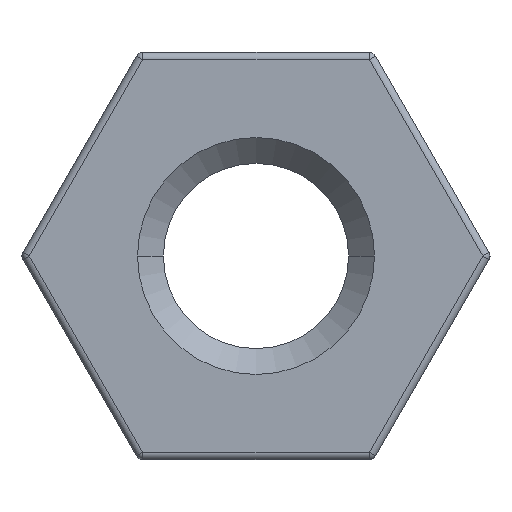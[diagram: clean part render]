
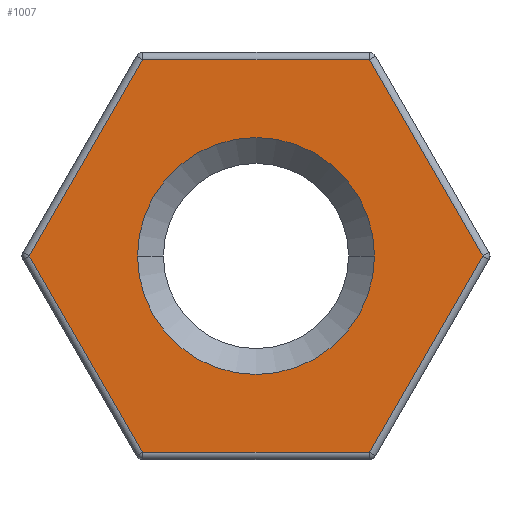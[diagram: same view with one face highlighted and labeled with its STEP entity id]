
A CAD part, left-side view. The second image highlights one B-rep face of the part: STEP entity #1007.
In plain terms, the highlighted planar face has unit normal (-1, 0, 0).
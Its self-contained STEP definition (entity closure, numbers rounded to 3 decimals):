
#1 = VECTOR ( 'NONE', #830, 1000. ) ;
#11 = LINE ( 'NONE', #702, #1 ) ;
#19 = CIRCLE ( 'NONE', #954, 1.6 ) ;
#27 = VECTOR ( 'NONE', #1173, 1000. ) ;
#30 = CARTESIAN_POINT ( 'NONE',  ( 0., 2.295, -1.325 ) ) ;
#39 = LINE ( 'NONE', #1124, #27 ) ;
#41 = VECTOR ( 'NONE', #1026, 1000. ) ;
#48 = LINE ( 'NONE', #977, #41 ) ;
#85 = VECTOR ( 'NONE', #285, 1000. ) ;
#91 = LINE ( 'NONE', #30, #85 ) ;
#115 = VECTOR ( 'NONE', #912, 1000. ) ;
#127 = LINE ( 'NONE', #778, #115 ) ;
#132 = VECTOR ( 'NONE', #966, 1000. ) ;
#142 = LINE ( 'NONE', #909, #132 ) ;
#168 = CIRCLE ( 'NONE', #1066, 1.6 ) ;
#172 = EDGE_CURVE ( 'NONE', #663, #549, #142, .T. ) ;
#174 = CARTESIAN_POINT ( 'NONE',  ( 0., 1.53, 2.65 ) ) ;
#176 = EDGE_CURVE ( 'NONE', #698, #711, #168, .T. ) ;
#179 = EDGE_CURVE ( 'NONE', #477, #487, #127, .T. ) ;
#193 = EDGE_CURVE ( 'NONE', #817, #663, #91, .T. ) ;
#218 = EDGE_CURVE ( 'NONE', #720, #477, #48, .T. ) ;
#221 = EDGE_CURVE ( 'NONE', #549, #720, #39, .T. ) ;
#225 = EDGE_CURVE ( 'NONE', #711, #698, #19, .T. ) ;
#234 = EDGE_CURVE ( 'NONE', #487, #817, #11, .T. ) ;
#285 = DIRECTION ( 'NONE',  ( 0., -0.5, -0.866 ) ) ;
#477 = VERTEX_POINT ( 'NONE', #616 ) ;
#478 = ORIENTED_EDGE ( 'NONE', *, *, #225, .T. ) ;
#486 = CARTESIAN_POINT ( 'NONE',  ( 0., 1.53, -2.65 ) ) ;
#487 = VERTEX_POINT ( 'NONE', #174 ) ;
#504 = ORIENTED_EDGE ( 'NONE', *, *, #234, .T. ) ;
#505 = ORIENTED_EDGE ( 'NONE', *, *, #193, .T. ) ;
#506 = ORIENTED_EDGE ( 'NONE', *, *, #172, .T. ) ;
#507 = ORIENTED_EDGE ( 'NONE', *, *, #221, .T. ) ;
#525 = CARTESIAN_POINT ( 'NONE',  ( 0., 0., 0. ) ) ;
#534 = CARTESIAN_POINT ( 'NONE',  ( 0., 0., 0. ) ) ;
#549 = VERTEX_POINT ( 'NONE', #991 ) ;
#616 = CARTESIAN_POINT ( 'NONE',  ( 0., -1.53, 2.65 ) ) ;
#656 = DIRECTION ( 'NONE',  ( 0., 1., 0. ) ) ;
#663 = VERTEX_POINT ( 'NONE', #486 ) ;
#698 = VERTEX_POINT ( 'NONE', #1048 ) ;
#702 = CARTESIAN_POINT ( 'NONE',  ( 0., 2.295, 1.325 ) ) ;
#711 = VERTEX_POINT ( 'NONE', #1093 ) ;
#720 = VERTEX_POINT ( 'NONE', #1145 ) ;
#778 = CARTESIAN_POINT ( 'NONE',  ( 0., 0., 2.65 ) ) ;
#817 = VERTEX_POINT ( 'NONE', #949 ) ;
#825 = DIRECTION ( 'NONE',  ( 1., 0., 0. ) ) ;
#830 = DIRECTION ( 'NONE',  ( 0., 0.5, -0.866 ) ) ;
#855 = EDGE_LOOP ( 'NONE', ( #478, #1098 ) ) ;
#860 = EDGE_LOOP ( 'NONE', ( #944, #1216, #504, #505, #506, #507 ) ) ;
#909 = CARTESIAN_POINT ( 'NONE',  ( 0., 0., -2.65 ) ) ;
#912 = DIRECTION ( 'NONE',  ( 0., 1., 0. ) ) ;
#944 = ORIENTED_EDGE ( 'NONE', *, *, #218, .T. ) ;
#949 = CARTESIAN_POINT ( 'NONE',  ( 0., 3.06, 0. ) ) ;
#954 = AXIS2_PLACEMENT_3D ( 'NONE', #1177, #825, #1233 ) ;
#966 = DIRECTION ( 'NONE',  ( 0., -1., 0. ) ) ;
#977 = CARTESIAN_POINT ( 'NONE',  ( 0., -2.295, 1.325 ) ) ;
#991 = CARTESIAN_POINT ( 'NONE',  ( 0., -1.53, -2.65 ) ) ;
#1007 = ADVANCED_FACE ( 'NONE', ( #1024, #1152 ), #1158, .F. ) ;
#1024 = FACE_OUTER_BOUND ( 'NONE', #860, .T. ) ;
#1026 = DIRECTION ( 'NONE',  ( 0., 0.5, 0.866 ) ) ;
#1040 = AXIS2_PLACEMENT_3D ( 'NONE', #525, #1058, #1213 ) ;
#1048 = CARTESIAN_POINT ( 'NONE',  ( 0., -1.6, 0. ) ) ;
#1058 = DIRECTION ( 'NONE',  ( 1., 0., 0. ) ) ;
#1066 = AXIS2_PLACEMENT_3D ( 'NONE', #534, #1109, #656 ) ;
#1093 = CARTESIAN_POINT ( 'NONE',  ( 0., 1.6, 0. ) ) ;
#1098 = ORIENTED_EDGE ( 'NONE', *, *, #176, .T. ) ;
#1109 = DIRECTION ( 'NONE',  ( 1., 0., 0. ) ) ;
#1124 = CARTESIAN_POINT ( 'NONE',  ( 0., -2.295, -1.325 ) ) ;
#1145 = CARTESIAN_POINT ( 'NONE',  ( 0., -3.06, 0. ) ) ;
#1152 = FACE_BOUND ( 'NONE', #855, .T. ) ;
#1158 = PLANE ( 'NONE',  #1040 ) ;
#1173 = DIRECTION ( 'NONE',  ( 0., -0.5, 0.866 ) ) ;
#1177 = CARTESIAN_POINT ( 'NONE',  ( 0., 0., 0. ) ) ;
#1213 = DIRECTION ( 'NONE',  ( 0., 1., 0. ) ) ;
#1216 = ORIENTED_EDGE ( 'NONE', *, *, #179, .T. ) ;
#1233 = DIRECTION ( 'NONE',  ( 0., 1., 0. ) ) ;
